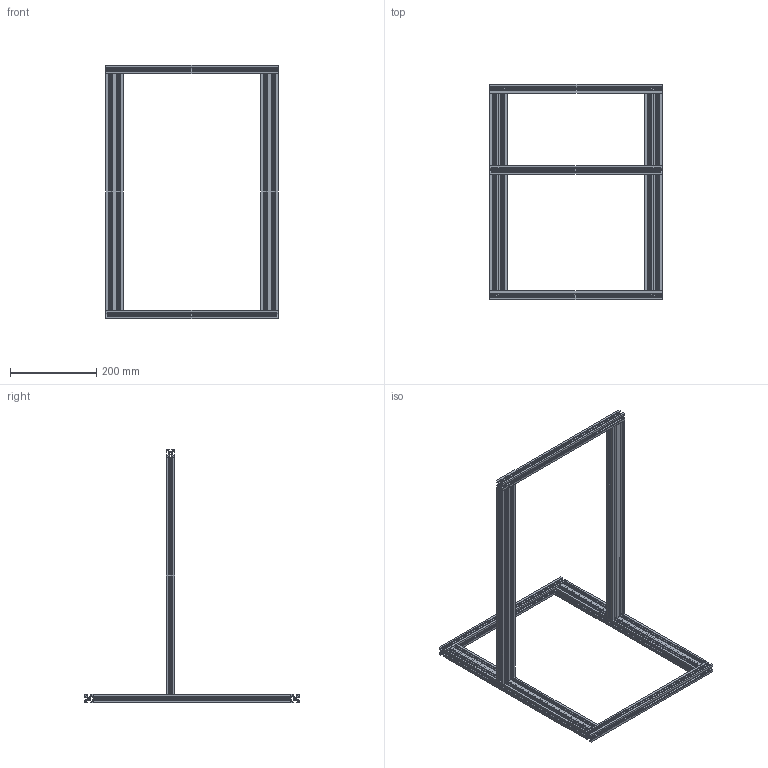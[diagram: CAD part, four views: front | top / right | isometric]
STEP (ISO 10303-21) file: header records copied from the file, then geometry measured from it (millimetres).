
FILE_DESCRIPTION(/* description */ (''),/* implementation_level */ '2;1');
FILE_NAME(/* name */ 'ALUMINIUM_PROFILES.step',/* time_stamp */ '2021-09-09T23:40:48+02:00',/* author */ (''),/* organization */ (''),/* preprocessor_version */ 'ST-DEVELOPER v18.1',/* originating_system */ 'Autodesk Translation Framework v10.10.0.1391',/* authorisation */ '');
FILE_SCHEMA (('AUTOMOTIVE_DESIGN { 1 0 10303 214 3 1 1 }'));
Products named in the file (1): ALUMINIUM_PROFILES
Bounding box: 400 x 499.98 x 589.98 mm (x, y, z)
Volume: 830038.3 mm3; surface area: 765027.7 mm2
Topology: 7 solids, 7 shells, 1065 faces, 3352 edges, 2226 vertices
Faces by surface type: cylinder 576, plane 452, bspline 37
Full cylindrical faces by diameter (mm): 3.332 x15, 4.109 x23, 4.234 x12, 4.293 x47, 5.12 x14
Entity records: 48887 total; most frequent: CARTESIAN_POINT 19399, ORIENTED_EDGE 6704, DIRECTION 5665, EDGE_CURVE 3352, VERTEX_POINT 2226, AXIS2_PLACEMENT_3D 1975, LINE 1715, VECTOR 1715
